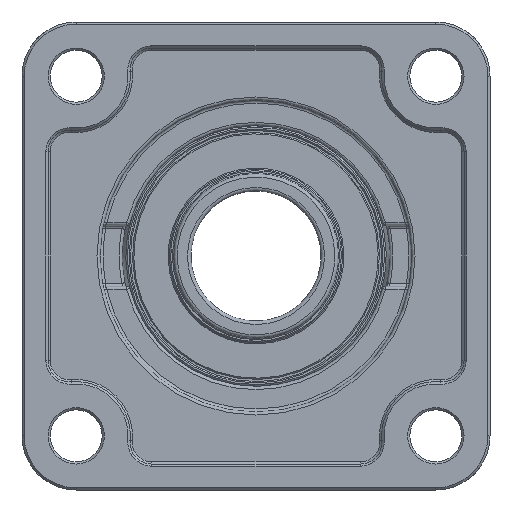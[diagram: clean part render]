
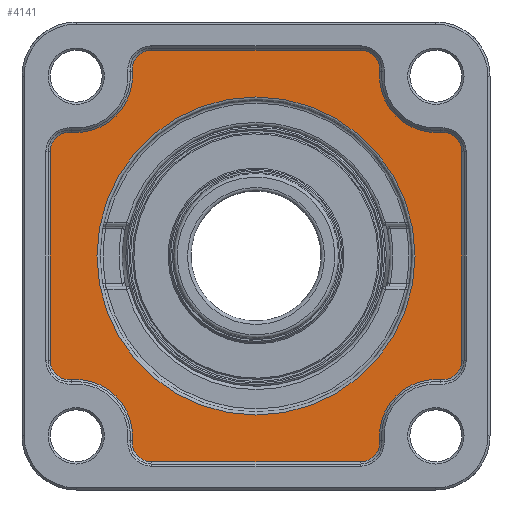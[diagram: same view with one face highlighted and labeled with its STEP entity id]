
A CAD part, front view. The second image highlights one B-rep face of the part: STEP entity #4141.
In plain terms, the highlighted planar face has unit normal (0, -1, 0).
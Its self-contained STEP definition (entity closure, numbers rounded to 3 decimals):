
#79=FACE_BOUND('',#1193,.T.);
#118=PLANE('',#4540);
#197=LINE('',#7097,#426);
#198=LINE('',#7105,#427);
#199=LINE('',#7113,#428);
#200=LINE('',#7121,#429);
#426=VECTOR('',#5259,10.);
#427=VECTOR('',#5266,10.);
#428=VECTOR('',#5273,10.);
#429=VECTOR('',#5280,10.);
#912=FACE_OUTER_BOUND('',#1192,.T.);
#1192=EDGE_LOOP('',(#3020,#3021,#3022,#3023,#3024,#3025,#3026,#3027,#3028,
#3029,#3030,#3031,#3032,#3033,#3034,#3035));
#1193=EDGE_LOOP('',(#3036));
#1511=CIRCLE('',#4539,36.7);
#1512=CIRCLE('',#4541,4.5);
#1513=CIRCLE('',#4542,13.);
#1514=CIRCLE('',#4543,4.5);
#1515=CIRCLE('',#4544,4.5);
#1516=CIRCLE('',#4545,13.);
#1517=CIRCLE('',#4546,4.5);
#1518=CIRCLE('',#4547,4.5);
#1519=CIRCLE('',#4548,13.);
#1520=CIRCLE('',#4549,4.5);
#1521=CIRCLE('',#4550,4.5);
#1522=CIRCLE('',#4551,13.);
#1523=CIRCLE('',#4552,4.5);
#1845=VERTEX_POINT('',#7091);
#1846=VERTEX_POINT('',#7095);
#1847=VERTEX_POINT('',#7096);
#1848=VERTEX_POINT('',#7098);
#1849=VERTEX_POINT('',#7100);
#1850=VERTEX_POINT('',#7102);
#1851=VERTEX_POINT('',#7104);
#1852=VERTEX_POINT('',#7106);
#1853=VERTEX_POINT('',#7108);
#1854=VERTEX_POINT('',#7110);
#1855=VERTEX_POINT('',#7112);
#1856=VERTEX_POINT('',#7114);
#1857=VERTEX_POINT('',#7116);
#1858=VERTEX_POINT('',#7118);
#1859=VERTEX_POINT('',#7120);
#1860=VERTEX_POINT('',#7122);
#1861=VERTEX_POINT('',#7124);
#2269=EDGE_CURVE('',#1845,#1845,#1511,.T.);
#2270=EDGE_CURVE('',#1846,#1847,#197,.T.);
#2271=EDGE_CURVE('',#1848,#1846,#1512,.T.);
#2272=EDGE_CURVE('',#1849,#1848,#1513,.T.);
#2273=EDGE_CURVE('',#1850,#1849,#1514,.T.);
#2274=EDGE_CURVE('',#1851,#1850,#198,.T.);
#2275=EDGE_CURVE('',#1852,#1851,#1515,.T.);
#2276=EDGE_CURVE('',#1853,#1852,#1516,.T.);
#2277=EDGE_CURVE('',#1854,#1853,#1517,.T.);
#2278=EDGE_CURVE('',#1855,#1854,#199,.T.);
#2279=EDGE_CURVE('',#1856,#1855,#1518,.T.);
#2280=EDGE_CURVE('',#1857,#1856,#1519,.T.);
#2281=EDGE_CURVE('',#1858,#1857,#1520,.T.);
#2282=EDGE_CURVE('',#1859,#1858,#200,.T.);
#2283=EDGE_CURVE('',#1860,#1859,#1521,.T.);
#2284=EDGE_CURVE('',#1861,#1860,#1522,.T.);
#2285=EDGE_CURVE('',#1847,#1861,#1523,.T.);
#3020=ORIENTED_EDGE('',*,*,#2270,.F.);
#3021=ORIENTED_EDGE('',*,*,#2271,.F.);
#3022=ORIENTED_EDGE('',*,*,#2272,.F.);
#3023=ORIENTED_EDGE('',*,*,#2273,.F.);
#3024=ORIENTED_EDGE('',*,*,#2274,.F.);
#3025=ORIENTED_EDGE('',*,*,#2275,.F.);
#3026=ORIENTED_EDGE('',*,*,#2276,.F.);
#3027=ORIENTED_EDGE('',*,*,#2277,.F.);
#3028=ORIENTED_EDGE('',*,*,#2278,.F.);
#3029=ORIENTED_EDGE('',*,*,#2279,.F.);
#3030=ORIENTED_EDGE('',*,*,#2280,.F.);
#3031=ORIENTED_EDGE('',*,*,#2281,.F.);
#3032=ORIENTED_EDGE('',*,*,#2282,.F.);
#3033=ORIENTED_EDGE('',*,*,#2283,.F.);
#3034=ORIENTED_EDGE('',*,*,#2284,.F.);
#3035=ORIENTED_EDGE('',*,*,#2285,.F.);
#3036=ORIENTED_EDGE('',*,*,#2269,.F.);
#4141=ADVANCED_FACE('',(#912,#79),#118,.T.);
#4539=AXIS2_PLACEMENT_3D('',#7093,#5255,#5256);
#4540=AXIS2_PLACEMENT_3D('',#7094,#5257,#5258);
#4541=AXIS2_PLACEMENT_3D('',#7099,#5260,#5261);
#4542=AXIS2_PLACEMENT_3D('',#7101,#5262,#5263);
#4543=AXIS2_PLACEMENT_3D('',#7103,#5264,#5265);
#4544=AXIS2_PLACEMENT_3D('',#7107,#5267,#5268);
#4545=AXIS2_PLACEMENT_3D('',#7109,#5269,#5270);
#4546=AXIS2_PLACEMENT_3D('',#7111,#5271,#5272);
#4547=AXIS2_PLACEMENT_3D('',#7115,#5274,#5275);
#4548=AXIS2_PLACEMENT_3D('',#7117,#5276,#5277);
#4549=AXIS2_PLACEMENT_3D('',#7119,#5278,#5279);
#4550=AXIS2_PLACEMENT_3D('',#7123,#5281,#5282);
#4551=AXIS2_PLACEMENT_3D('',#7125,#5283,#5284);
#4552=AXIS2_PLACEMENT_3D('',#7126,#5285,#5286);
#5255=DIRECTION('center_axis',(0.,-1.,0.));
#5256=DIRECTION('ref_axis',(0.,0.,-1.));
#5257=DIRECTION('center_axis',(0.,-1.,0.));
#5258=DIRECTION('ref_axis',(0.,0.,-1.));
#5259=DIRECTION('',(0.,0.,-1.));
#5260=DIRECTION('center_axis',(0.,1.,0.));
#5261=DIRECTION('ref_axis',(0.676,0.,0.737));
#5262=DIRECTION('center_axis',(0.,-1.,0.));
#5263=DIRECTION('ref_axis',(-1.,0.,0.));
#5264=DIRECTION('center_axis',(0.,1.,0.));
#5265=DIRECTION('ref_axis',(0.737,0.,0.676));
#5266=DIRECTION('',(1.,0.,0.));
#5267=DIRECTION('center_axis',(0.,1.,0.));
#5268=DIRECTION('ref_axis',(-0.737,0.,0.676));
#5269=DIRECTION('center_axis',(0.,-1.,0.));
#5270=DIRECTION('ref_axis',(1.,0.,0.));
#5271=DIRECTION('center_axis',(0.,1.,0.));
#5272=DIRECTION('ref_axis',(-0.676,0.,0.737));
#5273=DIRECTION('',(0.,0.,1.));
#5274=DIRECTION('center_axis',(0.,1.,0.));
#5275=DIRECTION('ref_axis',(-0.676,0.,-0.737));
#5276=DIRECTION('center_axis',(0.,-1.,0.));
#5277=DIRECTION('ref_axis',(1.,0.,0.));
#5278=DIRECTION('center_axis',(0.,1.,0.));
#5279=DIRECTION('ref_axis',(-0.737,0.,-0.676));
#5280=DIRECTION('',(-1.,0.,0.));
#5281=DIRECTION('center_axis',(0.,1.,0.));
#5282=DIRECTION('ref_axis',(0.737,0.,-0.676));
#5283=DIRECTION('center_axis',(0.,-1.,0.));
#5284=DIRECTION('ref_axis',(-1.,0.,0.));
#5285=DIRECTION('center_axis',(0.,1.,0.));
#5286=DIRECTION('ref_axis',(0.676,0.,-0.737));
#7091=CARTESIAN_POINT('',(0.,4.,36.7));
#7093=CARTESIAN_POINT('Origin',(0.,4.,0.));
#7094=CARTESIAN_POINT('Origin',(0.,4.,0.));
#7095=CARTESIAN_POINT('',(47.5,4.,24.064));
#7096=CARTESIAN_POINT('',(47.5,4.,-24.064));
#7097=CARTESIAN_POINT('',(47.5,4.,15.411));
#7098=CARTESIAN_POINT('',(42.614,4.,28.548));
#7099=CARTESIAN_POINT('Origin',(43.,4.,24.064));
#7100=CARTESIAN_POINT('',(28.548,4.,42.614));
#7101=CARTESIAN_POINT('Origin',(41.5,4.,41.5));
#7102=CARTESIAN_POINT('',(24.064,4.,47.5));
#7103=CARTESIAN_POINT('Origin',(24.064,4.,43.));
#7104=CARTESIAN_POINT('',(-24.064,4.,47.5));
#7105=CARTESIAN_POINT('',(-15.411,4.,47.5));
#7106=CARTESIAN_POINT('',(-28.548,4.,42.614));
#7107=CARTESIAN_POINT('Origin',(-24.064,4.,43.));
#7108=CARTESIAN_POINT('',(-42.614,4.,28.548));
#7109=CARTESIAN_POINT('Origin',(-41.5,4.,41.5));
#7110=CARTESIAN_POINT('',(-47.5,4.,24.064));
#7111=CARTESIAN_POINT('Origin',(-43.,4.,24.064));
#7112=CARTESIAN_POINT('',(-47.5,4.,-24.064));
#7113=CARTESIAN_POINT('',(-47.5,4.,-15.411));
#7114=CARTESIAN_POINT('',(-42.614,4.,-28.548));
#7115=CARTESIAN_POINT('Origin',(-43.,4.,-24.064));
#7116=CARTESIAN_POINT('',(-28.548,4.,-42.614));
#7117=CARTESIAN_POINT('Origin',(-41.5,4.,-41.5));
#7118=CARTESIAN_POINT('',(-24.064,4.,-47.5));
#7119=CARTESIAN_POINT('Origin',(-24.064,4.,-43.));
#7120=CARTESIAN_POINT('',(24.064,4.,-47.5));
#7121=CARTESIAN_POINT('',(15.411,4.,-47.5));
#7122=CARTESIAN_POINT('',(28.548,4.,-42.614));
#7123=CARTESIAN_POINT('Origin',(24.064,4.,-43.));
#7124=CARTESIAN_POINT('',(42.614,4.,-28.548));
#7125=CARTESIAN_POINT('Origin',(41.5,4.,-41.5));
#7126=CARTESIAN_POINT('Origin',(43.,4.,-24.064));
